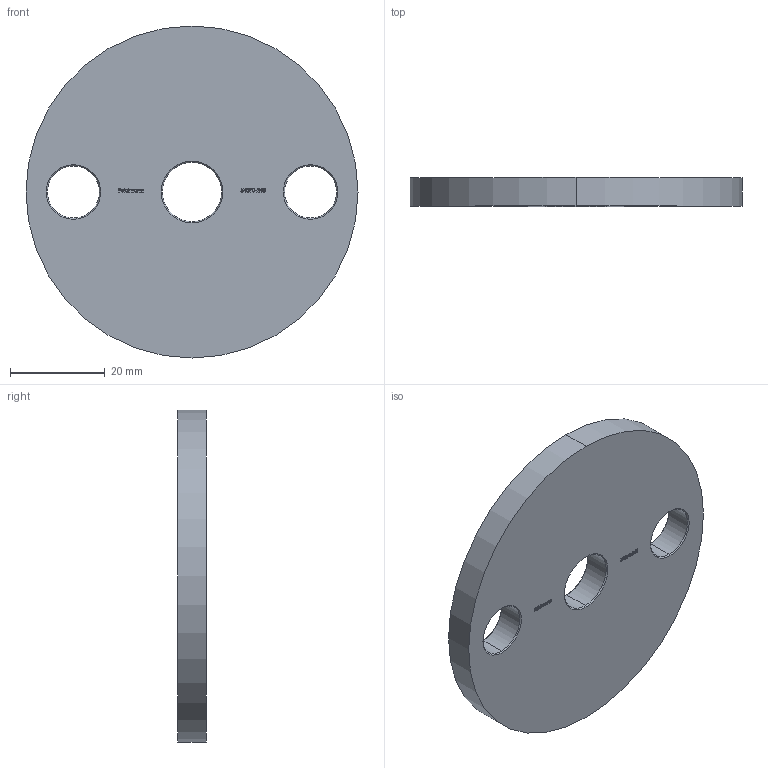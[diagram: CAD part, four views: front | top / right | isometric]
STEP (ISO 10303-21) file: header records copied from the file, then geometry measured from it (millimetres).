
FILE_DESCRIPTION (( 'STEP AP203' ), '1' );
FILE_NAME ('54070-240.step', '2020-10-21T10:56:05', ( '' ), ( '' ), 'SwSTEP 2.0', 'SolidWorks 2018', '' );
FILE_SCHEMA (( 'CONFIG_CONTROL_DESIGN' ));
Length unit declared in the file: millimetre
Products named in the file (2): 54070-240
Bounding box: 70 x 6 x 70 mm (x, y, z)
Volume: 21206.9 mm3; surface area: 9015.6 mm2
Topology: 1 solids, 1 shells, 238 faces, 621 edges, 410 vertices
Faces by surface type: plane 129, bspline 89, cone 12, cylinder 8
Entity records: 12638 total; most frequent: CARTESIAN_POINT 7208, ORIENTED_EDGE 1242, DIRECTION 773, EDGE_CURVE 621, VECTOR 415, LINE 415, VERTEX_POINT 410, EDGE_LOOP 269
